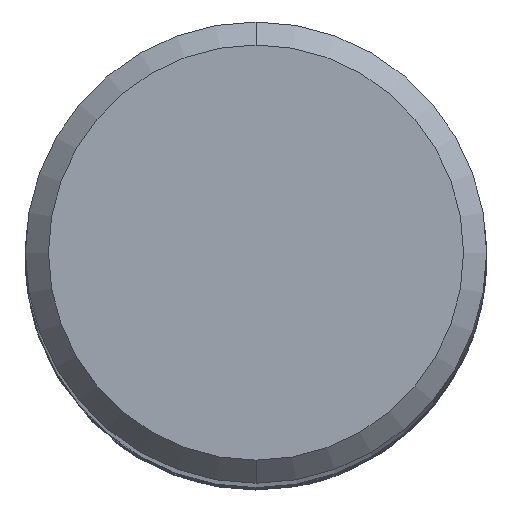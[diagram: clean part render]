
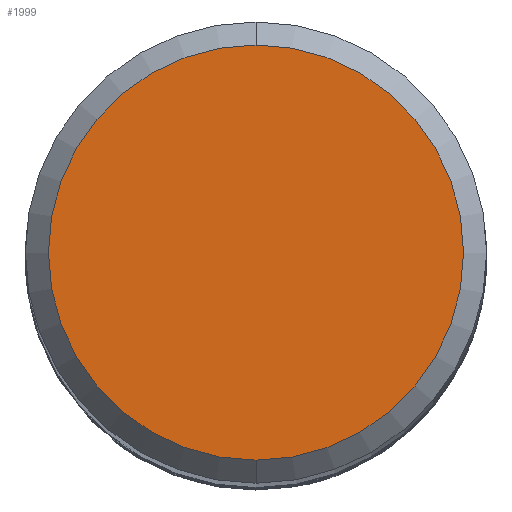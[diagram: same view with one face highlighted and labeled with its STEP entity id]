
A CAD part, top view. The second image highlights one B-rep face of the part: STEP entity #1999.
In plain terms, the highlighted planar face has unit normal (0, 0, 1).
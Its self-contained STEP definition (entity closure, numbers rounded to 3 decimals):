
#1471=EDGE_CURVE('',#3369,#3561,#3935,.T.);
#1999=ADVANCED_FACE('',(#4502),#4503,.T.);
#2633=EDGE_CURVE('',#3561,#3369,#5186,.T.);
#3369=VERTEX_POINT('',#5992);
#3561=VERTEX_POINT('',#6213);
#3935=CIRCLE('',#8461,3.6);
#4502=FACE_OUTER_BOUND('',#13038,.T.);
#4503=PLANE('',#13039);
#5186=CIRCLE('',#18612,3.6);
#5992=CARTESIAN_POINT('',(0.0,3.6,0.0));
#6213=CARTESIAN_POINT('',(0.,-3.6,0.0));
#8461=AXIS2_PLACEMENT_3D('',#30822,#30823,#30824);
#13038=EDGE_LOOP('',(#31355,#31356));
#13039=AXIS2_PLACEMENT_3D('',#31357,#31358,#31359);
#18612=AXIS2_PLACEMENT_3D('',#31992,#31993,#31994);
#30822=CARTESIAN_POINT('',(0.0,0.0,0.0));
#30823=DIRECTION('',(0.0,0.0,-1.0));
#30824=DIRECTION('',(0.0,1.0,0.0));
#31355=ORIENTED_EDGE('',*,*,#1471,.F.);
#31356=ORIENTED_EDGE('',*,*,#2633,.F.);
#31357=CARTESIAN_POINT('',(0.0,1.8,0.0));
#31358=DIRECTION('',(-0.0,0.0,1.0));
#31359=DIRECTION('',(0.0,-1.0,0.0));
#31992=CARTESIAN_POINT('',(0.0,0.0,0.0));
#31993=DIRECTION('',(0.0,0.0,-1.0));
#31994=DIRECTION('',(0.0,1.0,0.0));
